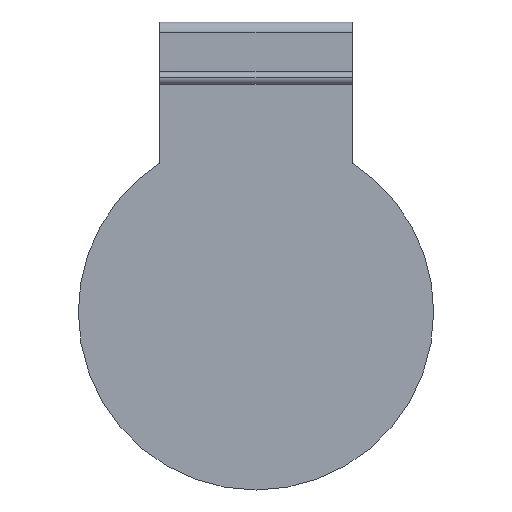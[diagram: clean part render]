
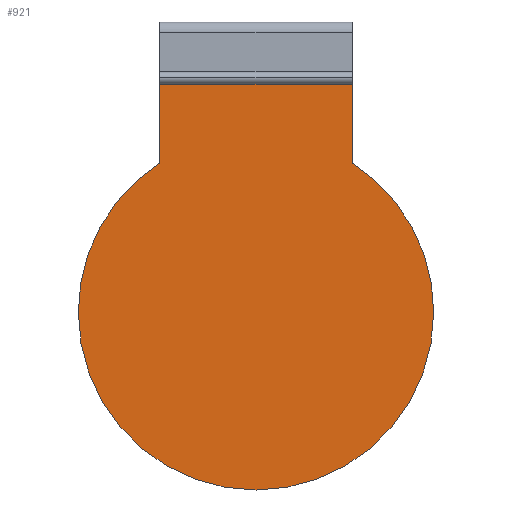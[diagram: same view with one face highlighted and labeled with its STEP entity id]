
A CAD part, left-side view. The second image highlights one B-rep face of the part: STEP entity #921.
In plain terms, the highlighted planar face has unit normal (-1, 0, 0).
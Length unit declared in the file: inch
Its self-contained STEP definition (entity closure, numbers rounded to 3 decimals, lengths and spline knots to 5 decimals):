
#1 = ORIENTED_EDGE ( 'NONE', *, *, #205, .F. ) ;
#5 = CARTESIAN_POINT ( 'NONE',  ( -0.0315, 0.18307, 0.28342 ) ) ;
#10 = VERTEX_POINT ( 'NONE', #922 ) ;
#13 = FACE_OUTER_BOUND ( 'NONE', #1356, .T. ) ;
#28 = VECTOR ( 'NONE', #688, 39.37008 ) ;
#40 = EDGE_CURVE ( 'NONE', #603, #701, #483, .T. ) ;
#63 = CARTESIAN_POINT ( 'NONE',  ( -0.0315, 0.3374, 0. ) ) ;
#92 = CARTESIAN_POINT ( 'NONE',  ( -0.0315, 0., 0.43307 ) ) ;
#174 = CARTESIAN_POINT ( 'NONE',  ( -0.0315, -0.3374, 0. ) ) ;
#180 = DIRECTION ( 'NONE',  ( 0., -1., 0. ) ) ;
#190 = ORIENTED_EDGE ( 'NONE', *, *, #1457, .F. ) ;
#205 = EDGE_CURVE ( 'NONE', #345, #1239, #893, .T. ) ;
#289 = ORIENTED_EDGE ( 'NONE', *, *, #830, .F. ) ;
#334 = CARTESIAN_POINT ( 'NONE',  ( -0.0315, 0.18307, 0.43307 ) ) ;
#345 = VERTEX_POINT ( 'NONE', #334 ) ;
#350 = DIRECTION ( 'NONE',  ( 0., -1., 0. ) ) ;
#375 = DIRECTION ( 'NONE',  ( 0., 0., -1. ) ) ;
#389 = AXIS2_PLACEMENT_3D ( 'NONE', #420, #1089, #180 ) ;
#416 = AXIS2_PLACEMENT_3D ( 'NONE', #793, #699, #1155 ) ;
#420 = CARTESIAN_POINT ( 'NONE',  ( -0.0315, 0., 0. ) ) ;
#460 = PLANE ( 'NONE',  #664 ) ;
#461 = DIRECTION ( 'NONE',  ( 1., 0., 0. ) ) ;
#478 = DIRECTION ( 'NONE',  ( 0., 0., -1. ) ) ;
#483 = CIRCLE ( 'NONE', #634, 0.3374 ) ;
#541 = LINE ( 'NONE', #728, #1304 ) ;
#575 = CARTESIAN_POINT ( 'NONE',  ( -0.0315, 0.18307, 0. ) ) ;
#603 = VERTEX_POINT ( 'NONE', #63 ) ;
#634 = AXIS2_PLACEMENT_3D ( 'NONE', #1036, #461, #350 ) ;
#664 = AXIS2_PLACEMENT_3D ( 'NONE', #704, #944, #375 ) ;
#688 = DIRECTION ( 'NONE',  ( 0., 0., 1. ) ) ;
#699 = DIRECTION ( 'NONE',  ( 1., 0., 0. ) ) ;
#701 = VERTEX_POINT ( 'NONE', #5 ) ;
#704 = CARTESIAN_POINT ( 'NONE',  ( -0.0315, 0., 0. ) ) ;
#728 = CARTESIAN_POINT ( 'NONE',  ( -0.0315, -0.18307, 0. ) ) ;
#793 = CARTESIAN_POINT ( 'NONE',  ( -0.0315, 0., 0. ) ) ;
#830 = EDGE_CURVE ( 'NONE', #1239, #10, #541, .T. ) ;
#875 = VECTOR ( 'NONE', #1340, 39.37008 ) ;
#884 = CARTESIAN_POINT ( 'NONE',  ( -0.0315, -0.18307, 0.43307 ) ) ;
#893 = LINE ( 'NONE', #92, #875 ) ;
#921 = ADVANCED_FACE ( 'NONE', ( #13 ), #460, .F. ) ;
#922 = CARTESIAN_POINT ( 'NONE',  ( -0.0315, -0.18307, 0.28342 ) ) ;
#944 = DIRECTION ( 'NONE',  ( 1., 0., 0. ) ) ;
#1036 = CARTESIAN_POINT ( 'NONE',  ( -0.0315, 0., 0. ) ) ;
#1054 = CIRCLE ( 'NONE', #389, 0.3374 ) ;
#1074 = CIRCLE ( 'NONE', #416, 0.3374 ) ;
#1089 = DIRECTION ( 'NONE',  ( 1., 0., 0. ) ) ;
#1155 = DIRECTION ( 'NONE',  ( 0., -1., 0. ) ) ;
#1239 = VERTEX_POINT ( 'NONE', #884 ) ;
#1263 = LINE ( 'NONE', #575, #28 ) ;
#1304 = VECTOR ( 'NONE', #478, 39.37008 ) ;
#1316 = ORIENTED_EDGE ( 'NONE', *, *, #40, .F. ) ;
#1340 = DIRECTION ( 'NONE',  ( 0., -1., 0. ) ) ;
#1354 = VERTEX_POINT ( 'NONE', #174 ) ;
#1356 = EDGE_LOOP ( 'NONE', ( #289, #1, #190, #1316, #1441, #1472 ) ) ;
#1396 = EDGE_CURVE ( 'NONE', #10, #1354, #1054, .T. ) ;
#1413 = EDGE_CURVE ( 'NONE', #1354, #603, #1074, .T. ) ;
#1441 = ORIENTED_EDGE ( 'NONE', *, *, #1413, .F. ) ;
#1457 = EDGE_CURVE ( 'NONE', #701, #345, #1263, .T. ) ;
#1472 = ORIENTED_EDGE ( 'NONE', *, *, #1396, .F. ) ;
